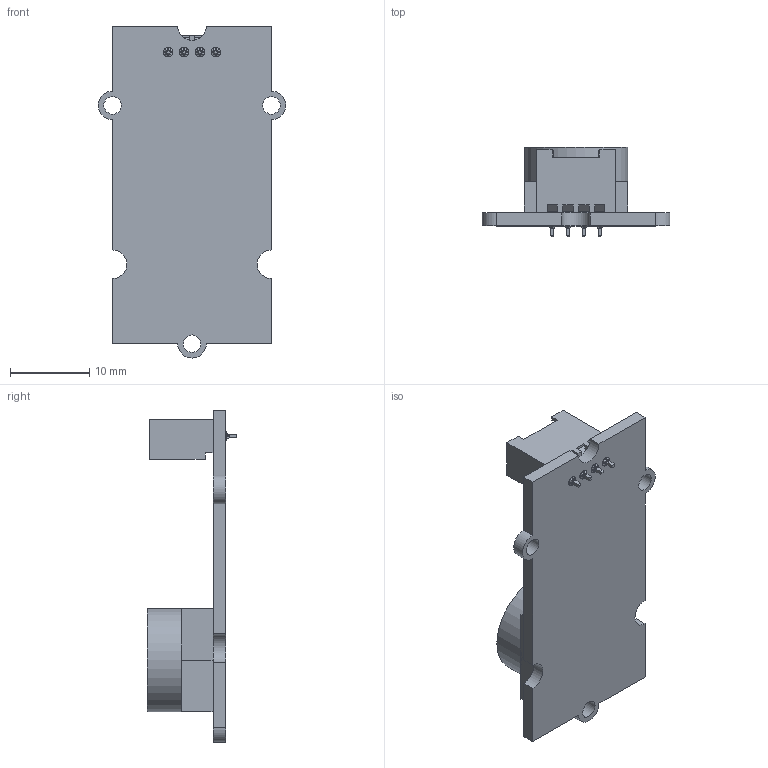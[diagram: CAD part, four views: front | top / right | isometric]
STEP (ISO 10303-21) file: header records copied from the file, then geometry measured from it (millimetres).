
FILE_DESCRIPTION(/* description */ (''),/* implementation_level */ '2;1');
FILE_NAME(/* name */ 'Global_Color_Sensor v7.step',/* time_stamp */ '2019-06-07T11:43:23+02:00',/* author */ (''),/* organization */ (''),/* preprocessor_version */ 'ST-DEVELOPER v18',/* originating_system */ 'Autodesk Translation Framework v8.2.0.1029',/* authorisation */ '');
FILE_SCHEMA (('AUTOMOTIVE_DESIGN { 1 0 10303 214 3 1 1 }'));
Length unit declared in the file: millimetre
Products named in the file (3): Global_Color_Sensor; Global_PCB_Wifi; Global_Connecteur Grove (droit)
Assembly tree (2 placements, depth 2):
  Global_Color_Sensor
    Global_PCB_Wifi
    Global_Connecteur Grove (droit)
Bounding box: 23.6 x 11.3 x 41.8 mm (x, y, z)
Volume: 1953.3 mm3; surface area: 3538.5 mm2
Topology: 11 solids, 11 shells, 255 faces, 605 edges, 376 vertices
Faces by surface type: plane 188, cylinder 35, bspline 32
Full cylindrical faces by diameter (mm): 1.2 x4, 2.2 x3, 10.4 x1, 13 x1
Entity records: 8036 total; most frequent: CARTESIAN_POINT 2041, ORIENTED_EDGE 1210, DIRECTION 1131, EDGE_CURVE 605, LINE 439, VECTOR 439, VERTEX_POINT 376, AXIS2_PLACEMENT_3D 346
